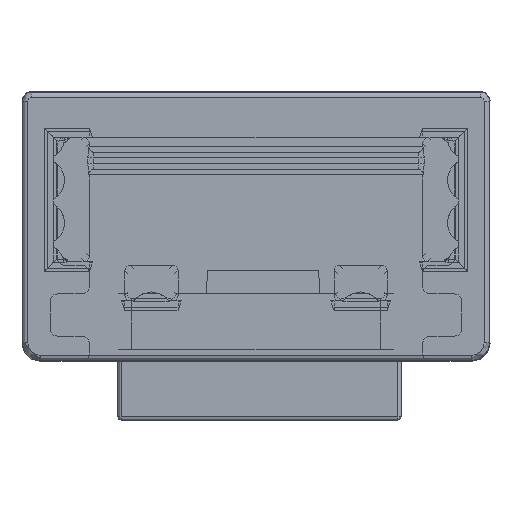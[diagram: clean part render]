
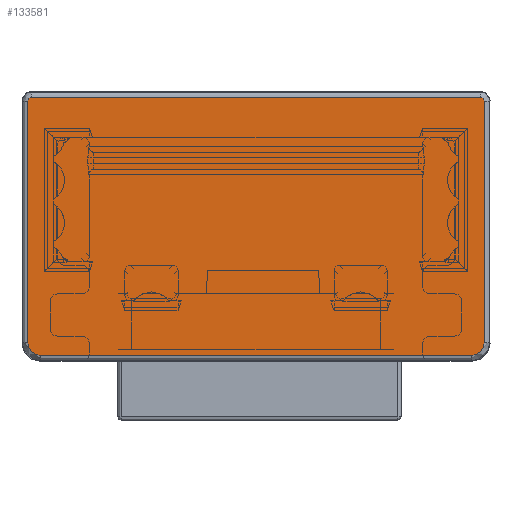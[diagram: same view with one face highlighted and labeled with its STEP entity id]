
A CAD part, front view. The second image highlights one B-rep face of the part: STEP entity #133581.
In plain terms, the highlighted planar face has unit normal (0, -1, 0).
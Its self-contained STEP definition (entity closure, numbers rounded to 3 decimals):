
#1800=ELLIPSE('',#143476,0.1,0.1);
#1802=ELLIPSE('',#143482,0.1,0.1);
#1804=ELLIPSE('',#143490,0.35,0.35);
#1806=ELLIPSE('',#143495,0.35,0.35);
#6511=PLANE('',#143499);
#21641=LINE('',#223983,#36801);
#21643=LINE('',#223989,#36803);
#21645=LINE('',#224025,#36805);
#21647=LINE('',#224058,#36807);
#36801=VECTOR('',#178306,10.);
#36803=VECTOR('',#178312,10.);
#36805=VECTOR('',#178324,10.);
#36807=VECTOR('',#178334,10.);
#45129=FACE_OUTER_BOUND('',#52421,.T.);
#52421=EDGE_LOOP('',(#126114,#126115,#126116,#126117,#126118,#126119,#126120,
#126121));
#68474=VERTEX_POINT('',#223929);
#68476=VERTEX_POINT('',#223933);
#68480=VERTEX_POINT('',#223968);
#68482=VERTEX_POINT('',#223972);
#68485=VERTEX_POINT('',#223985);
#68487=VERTEX_POINT('',#224015);
#68489=VERTEX_POINT('',#224021);
#68491=VERTEX_POINT('',#224051);
#87748=EDGE_CURVE('',#68476,#68474,#1800,.T.);
#87755=EDGE_CURVE('',#68482,#68480,#1802,.T.);
#87760=EDGE_CURVE('',#68474,#68482,#21641,.T.);
#87763=EDGE_CURVE('',#68480,#68485,#21643,.T.);
#87766=EDGE_CURVE('',#68485,#68487,#1804,.T.);
#87769=EDGE_CURVE('',#68487,#68489,#21645,.T.);
#87772=EDGE_CURVE('',#68489,#68491,#1806,.T.);
#87774=EDGE_CURVE('',#68491,#68476,#21647,.T.);
#126114=ORIENTED_EDGE('',*,*,#87755,.F.);
#126115=ORIENTED_EDGE('',*,*,#87760,.F.);
#126116=ORIENTED_EDGE('',*,*,#87748,.F.);
#126117=ORIENTED_EDGE('',*,*,#87774,.F.);
#126118=ORIENTED_EDGE('',*,*,#87772,.F.);
#126119=ORIENTED_EDGE('',*,*,#87769,.F.);
#126120=ORIENTED_EDGE('',*,*,#87766,.F.);
#126121=ORIENTED_EDGE('',*,*,#87763,.F.);
#133581=ADVANCED_FACE('',(#45129),#6511,.F.);
#143476=AXIS2_PLACEMENT_3D('',#223935,#178281,#178282);
#143482=AXIS2_PLACEMENT_3D('',#223974,#178295,#178296);
#143490=AXIS2_PLACEMENT_3D('',#224019,#178317,#178318);
#143495=AXIS2_PLACEMENT_3D('',#224055,#178329,#178330);
#143499=AXIS2_PLACEMENT_3D('',#224065,#178342,#178343);
#178281=DIRECTION('center_axis',(0.,1.,0.));
#178282=DIRECTION('ref_axis',(-0.707,0.,0.707));
#178295=DIRECTION('center_axis',(0.,1.,0.));
#178296=DIRECTION('ref_axis',(0.707,0.,0.707));
#178306=DIRECTION('',(1.,0.,0.));
#178312=DIRECTION('',(0.,0.,-1.));
#178317=DIRECTION('center_axis',(0.,1.,0.));
#178318=DIRECTION('ref_axis',(0.707,0.,-0.707));
#178324=DIRECTION('',(-1.,0.,0.));
#178329=DIRECTION('center_axis',(0.,1.,0.));
#178330=DIRECTION('ref_axis',(-0.707,0.,-0.707));
#178334=DIRECTION('',(0.,0.,1.));
#178342=DIRECTION('center_axis',(0.,1.,0.));
#178343=DIRECTION('ref_axis',(0.,0.,1.));
#223929=CARTESIAN_POINT('',(-6.335,-299.5,-0.165));
#223933=CARTESIAN_POINT('',(-6.435,-299.5,-0.265));
#223935=CARTESIAN_POINT('Origin',(-6.335,-299.5,-0.265));
#223968=CARTESIAN_POINT('',(6.435,-299.5,-0.265));
#223972=CARTESIAN_POINT('',(6.335,-299.5,-0.165));
#223974=CARTESIAN_POINT('Origin',(6.335,-299.5,-0.265));
#223983=CARTESIAN_POINT('',(-3.3,-299.5,-0.165));
#223985=CARTESIAN_POINT('',(6.435,-299.5,-7.085));
#223989=CARTESIAN_POINT('',(6.435,-299.5,-1.9));
#224015=CARTESIAN_POINT('',(6.085,-299.5,-7.435));
#224019=CARTESIAN_POINT('Origin',(6.085,-299.5,-7.085));
#224021=CARTESIAN_POINT('',(-6.085,-299.5,-7.435));
#224025=CARTESIAN_POINT('',(3.3,-299.5,-7.435));
#224051=CARTESIAN_POINT('',(-6.435,-299.5,-7.085));
#224055=CARTESIAN_POINT('Origin',(-6.085,-299.5,-7.085));
#224058=CARTESIAN_POINT('',(-6.435,-299.5,-5.7));
#224065=CARTESIAN_POINT('Origin',(0.,-299.5,-3.8));
